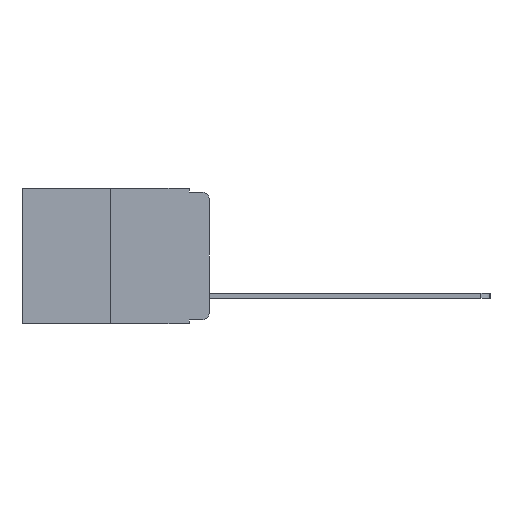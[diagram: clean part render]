
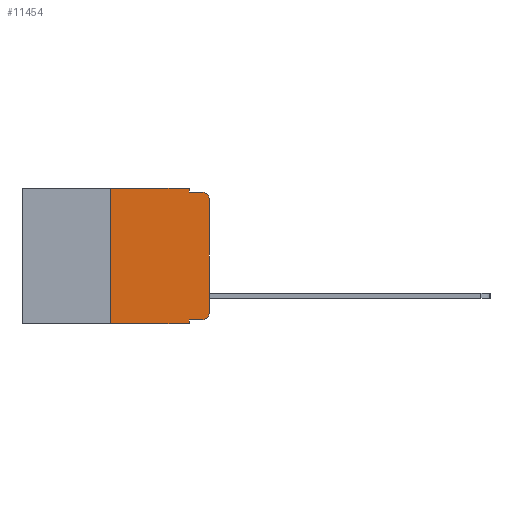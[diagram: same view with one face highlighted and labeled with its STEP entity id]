
A CAD part, left-side view. The second image highlights one B-rep face of the part: STEP entity #11454.
In plain terms, the highlighted planar face has unit normal (-1, 0, 0).
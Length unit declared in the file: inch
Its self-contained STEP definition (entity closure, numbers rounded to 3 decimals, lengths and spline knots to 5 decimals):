
#95 = DIRECTION ( 'NONE',  ( 0., 0., -1. ) ) ;
#285 = EDGE_CURVE ( 'NONE', #16342, #15724, #3814, .T. ) ;
#302 = AXIS2_PLACEMENT_3D ( 'NONE', #16234, #8554, #95 ) ;
#359 = DIRECTION ( 'NONE',  ( 0., 0., -1. ) ) ;
#436 = FACE_OUTER_BOUND ( 'NONE', #8582, .T. ) ;
#913 = CARTESIAN_POINT ( 'NONE',  ( 0., 0.02, -0.01 ) ) ;
#1107 = CARTESIAN_POINT ( 'NONE',  ( 0., 0.051, -0.333 ) ) ;
#1117 = ORIENTED_EDGE ( 'NONE', *, *, #12230, .T. ) ;
#1160 = DIRECTION ( 'NONE',  ( 0., -1., 0. ) ) ;
#1575 = CARTESIAN_POINT ( 'NONE',  ( 0., 0.051, 0. ) ) ;
#1905 = VECTOR ( 'NONE', #4998, 39.37008 ) ;
#2149 = DIRECTION ( 'NONE',  ( -1., 0., 0. ) ) ;
#2360 = LINE ( 'NONE', #14840, #5716 ) ;
#2827 = EDGE_CURVE ( 'NONE', #15408, #7435, #10746, .T. ) ;
#3000 = EDGE_CURVE ( 'NONE', #15724, #17267, #8722, .T. ) ;
#3192 = EDGE_CURVE ( 'NONE', #17267, #3262, #12327, .T. ) ;
#3262 = VERTEX_POINT ( 'NONE', #6719 ) ;
#3499 = VECTOR ( 'NONE', #11993, 39.37008 ) ;
#3814 = LINE ( 'NONE', #7215, #11430 ) ;
#3969 = DIRECTION ( 'NONE',  ( 0., 0., -1. ) ) ;
#4638 = PLANE ( 'NONE',  #10900 ) ;
#4994 = VECTOR ( 'NONE', #8151, 39.37008 ) ;
#4998 = DIRECTION ( 'NONE',  ( 0., 0., -1. ) ) ;
#5407 = AXIS2_PLACEMENT_3D ( 'NONE', #10404, #2149, #11702 ) ;
#5435 = ORIENTED_EDGE ( 'NONE', *, *, #9989, .T. ) ;
#5710 = ORIENTED_EDGE ( 'NONE', *, *, #14071, .T. ) ;
#5716 = VECTOR ( 'NONE', #8431, 39.37008 ) ;
#6153 = VECTOR ( 'NONE', #3969, 39.37008 ) ;
#6463 = ORIENTED_EDGE ( 'NONE', *, *, #15114, .F. ) ;
#6713 = ORIENTED_EDGE ( 'NONE', *, *, #9652, .F. ) ;
#6719 = CARTESIAN_POINT ( 'NONE',  ( 0., 0.051, -0.01 ) ) ;
#7041 = VERTEX_POINT ( 'NONE', #14351 ) ;
#7082 = ORIENTED_EDGE ( 'NONE', *, *, #3000, .F. ) ;
#7194 = DIRECTION ( 'NONE',  ( 0., 0., 1. ) ) ;
#7215 = CARTESIAN_POINT ( 'NONE',  ( 0., 0.25, 0. ) ) ;
#7341 = EDGE_CURVE ( 'NONE', #8976, #15408, #8977, .T. ) ;
#7435 = VERTEX_POINT ( 'NONE', #12601 ) ;
#8151 = DIRECTION ( 'NONE',  ( 0., -1., 0. ) ) ;
#8381 = CARTESIAN_POINT ( 'NONE',  ( 0., 0.02, -0.333 ) ) ;
#8431 = DIRECTION ( 'NONE',  ( 0., -1., 0. ) ) ;
#8469 = CARTESIAN_POINT ( 'NONE',  ( 0., 0.051, -0.01 ) ) ;
#8554 = DIRECTION ( 'NONE',  ( -1., 0., 0. ) ) ;
#8582 = EDGE_LOOP ( 'NONE', ( #8794, #1117, #6713, #9619, #7082, #11884, #5710, #6463, #5435, #9522 ) ) ;
#8640 = CARTESIAN_POINT ( 'NONE',  ( 0., 0.051, -0.343 ) ) ;
#8722 = LINE ( 'NONE', #9517, #12143 ) ;
#8794 = ORIENTED_EDGE ( 'NONE', *, *, #2827, .T. ) ;
#8802 = DIRECTION ( 'NONE',  ( 1., 0., 0. ) ) ;
#8976 = VERTEX_POINT ( 'NONE', #8381 ) ;
#8977 = CIRCLE ( 'NONE', #302, 0.02 ) ;
#9517 = CARTESIAN_POINT ( 'NONE',  ( 0., 0.473, 0. ) ) ;
#9522 = ORIENTED_EDGE ( 'NONE', *, *, #7341, .T. ) ;
#9619 = ORIENTED_EDGE ( 'NONE', *, *, #3192, .F. ) ;
#9652 = EDGE_CURVE ( 'NONE', #3262, #11741, #17280, .T. ) ;
#9802 = DIRECTION ( 'NONE',  ( 0., -1., 0. ) ) ;
#9989 = EDGE_CURVE ( 'NONE', #7041, #8976, #15081, .T. ) ;
#10121 = LINE ( 'NONE', #12082, #6153 ) ;
#10218 = CARTESIAN_POINT ( 'NONE',  ( 0., 0.051, 0. ) ) ;
#10404 = CARTESIAN_POINT ( 'NONE',  ( 0., 0.02, -0.03 ) ) ;
#10437 = CARTESIAN_POINT ( 'NONE',  ( 0., 0.25, 0. ) ) ;
#10746 = LINE ( 'NONE', #16584, #3499 ) ;
#10833 = VERTEX_POINT ( 'NONE', #8640 ) ;
#10900 = AXIS2_PLACEMENT_3D ( 'NONE', #16462, #8802, #359 ) ;
#11430 = VECTOR ( 'NONE', #7194, 39.37008 ) ;
#11454 = ADVANCED_FACE ( 'NONE', ( #436 ), #4638, .F. ) ;
#11702 = DIRECTION ( 'NONE',  ( 0., 0., -1. ) ) ;
#11741 = VERTEX_POINT ( 'NONE', #913 ) ;
#11884 = ORIENTED_EDGE ( 'NONE', *, *, #285, .F. ) ;
#11993 = DIRECTION ( 'NONE',  ( 0., 0., 1. ) ) ;
#12082 = CARTESIAN_POINT ( 'NONE',  ( 0., 0.051, 0. ) ) ;
#12143 = VECTOR ( 'NONE', #1160, 39.37008 ) ;
#12230 = EDGE_CURVE ( 'NONE', #7435, #11741, #15990, .T. ) ;
#12327 = LINE ( 'NONE', #10218, #1905 ) ;
#12601 = CARTESIAN_POINT ( 'NONE',  ( 0., 0., -0.03 ) ) ;
#13652 = CARTESIAN_POINT ( 'NONE',  ( 0., 0., -0.313 ) ) ;
#13900 = VECTOR ( 'NONE', #9802, 39.37008 ) ;
#14071 = EDGE_CURVE ( 'NONE', #16342, #10833, #2360, .T. ) ;
#14351 = CARTESIAN_POINT ( 'NONE',  ( 0., 0.051, -0.333 ) ) ;
#14840 = CARTESIAN_POINT ( 'NONE',  ( 0., 0.473, -0.343 ) ) ;
#15081 = LINE ( 'NONE', #1107, #4994 ) ;
#15114 = EDGE_CURVE ( 'NONE', #7041, #10833, #10121, .T. ) ;
#15408 = VERTEX_POINT ( 'NONE', #13652 ) ;
#15622 = CARTESIAN_POINT ( 'NONE',  ( 0., 0.25, -0.343 ) ) ;
#15724 = VERTEX_POINT ( 'NONE', #10437 ) ;
#15990 = CIRCLE ( 'NONE', #5407, 0.02 ) ;
#16234 = CARTESIAN_POINT ( 'NONE',  ( 0., 0.02, -0.313 ) ) ;
#16342 = VERTEX_POINT ( 'NONE', #15622 ) ;
#16462 = CARTESIAN_POINT ( 'NONE',  ( 0., 0.473, 0. ) ) ;
#16584 = CARTESIAN_POINT ( 'NONE',  ( 0., 0., 0. ) ) ;
#17267 = VERTEX_POINT ( 'NONE', #1575 ) ;
#17280 = LINE ( 'NONE', #8469, #13900 ) ;
